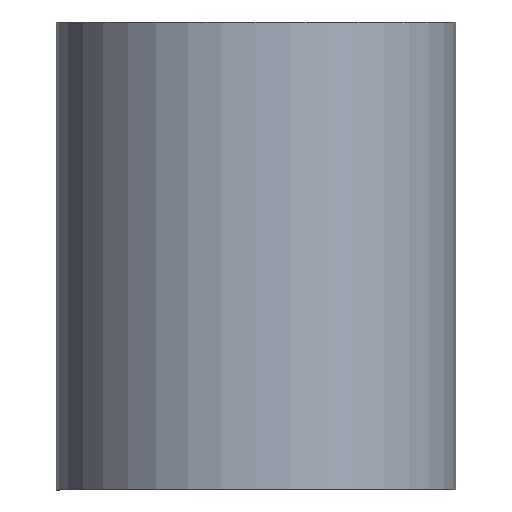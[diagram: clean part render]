
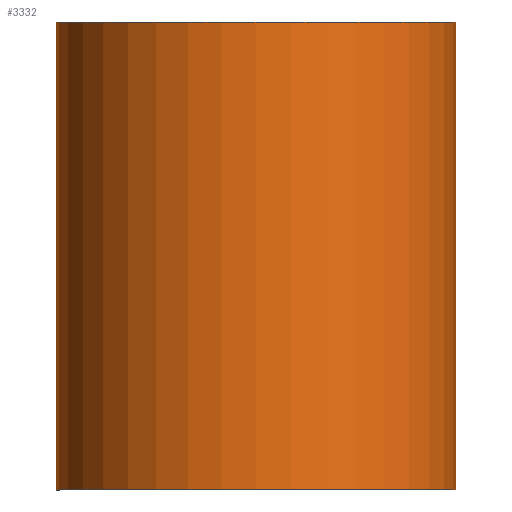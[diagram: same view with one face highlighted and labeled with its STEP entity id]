
A CAD part, top view. The second image highlights one B-rep face of the part: STEP entity #3332.
In plain terms, the highlighted cylindrical face has radius 8.557 mm (diameter 17.115 mm), a partial arc.
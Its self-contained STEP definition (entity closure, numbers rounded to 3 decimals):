
#191 = EDGE_LOOP ( 'NONE', ( #2336, #2859, #1444, #2256 ) ) ;
#317 = DIRECTION ( 'NONE',  ( 0., 0., -1. ) ) ;
#546 = CIRCLE ( 'NONE', #3449, 8.557 ) ;
#554 = VERTEX_POINT ( 'NONE', #1326 ) ;
#675 = AXIS2_PLACEMENT_3D ( 'NONE', #1561, #1852, #3370 ) ;
#715 = DIRECTION ( 'NONE',  ( 0., -1., 0. ) ) ;
#800 = VERTEX_POINT ( 'NONE', #1398 ) ;
#859 = FACE_OUTER_BOUND ( 'NONE', #191, .T. ) ;
#1082 = EDGE_CURVE ( 'NONE', #800, #2195, #546, .T. ) ;
#1326 = CARTESIAN_POINT ( 'NONE',  ( -8.64, 0., 0. ) ) ;
#1329 = DIRECTION ( 'NONE',  ( 0., -1., 0. ) ) ;
#1398 = CARTESIAN_POINT ( 'NONE',  ( 8.475, 20., 0. ) ) ;
#1444 = ORIENTED_EDGE ( 'NONE', *, *, #1082, .T. ) ;
#1499 = EDGE_CURVE ( 'NONE', #800, #1745, #1595, .T. ) ;
#1561 = CARTESIAN_POINT ( 'NONE',  ( -0.083, 0., 0. ) ) ;
#1595 = LINE ( 'NONE', #2997, #2130 ) ;
#1654 = EDGE_CURVE ( 'NONE', #2195, #554, #2389, .T. ) ;
#1745 = VERTEX_POINT ( 'NONE', #2949 ) ;
#1842 = CARTESIAN_POINT ( 'NONE',  ( -8.64, 20., 0. ) ) ;
#1852 = DIRECTION ( 'NONE',  ( 0., -1., 0. ) ) ;
#1909 = CARTESIAN_POINT ( 'NONE',  ( -0.083, 20., 0. ) ) ;
#2079 = CIRCLE ( 'NONE', #675, 8.557 ) ;
#2130 = VECTOR ( 'NONE', #1329, 1000. ) ;
#2166 = CYLINDRICAL_SURFACE ( 'NONE', #3139, 8.557 ) ;
#2195 = VERTEX_POINT ( 'NONE', #3185 ) ;
#2256 = ORIENTED_EDGE ( 'NONE', *, *, #1654, .T. ) ;
#2265 = VECTOR ( 'NONE', #715, 1000. ) ;
#2336 = ORIENTED_EDGE ( 'NONE', *, *, #3275, .F. ) ;
#2389 = LINE ( 'NONE', #1842, #2265 ) ;
#2399 = CARTESIAN_POINT ( 'NONE',  ( -0.083, 20., 0. ) ) ;
#2700 = DIRECTION ( 'NONE',  ( 1., 0., 0. ) ) ;
#2734 = DIRECTION ( 'NONE',  ( 0., -1., 0. ) ) ;
#2859 = ORIENTED_EDGE ( 'NONE', *, *, #1499, .F. ) ;
#2949 = CARTESIAN_POINT ( 'NONE',  ( 8.475, 0., 0. ) ) ;
#2997 = CARTESIAN_POINT ( 'NONE',  ( 8.475, 20., 0. ) ) ;
#3139 = AXIS2_PLACEMENT_3D ( 'NONE', #2399, #2734, #317 ) ;
#3185 = CARTESIAN_POINT ( 'NONE',  ( -8.64, 20., 0. ) ) ;
#3220 = DIRECTION ( 'NONE',  ( 0., -1., 0. ) ) ;
#3275 = EDGE_CURVE ( 'NONE', #1745, #554, #2079, .T. ) ;
#3332 = ADVANCED_FACE ( 'NONE', ( #859 ), #2166, .T. ) ;
#3370 = DIRECTION ( 'NONE',  ( 1., 0., 0. ) ) ;
#3449 = AXIS2_PLACEMENT_3D ( 'NONE', #1909, #3220, #2700 ) ;
